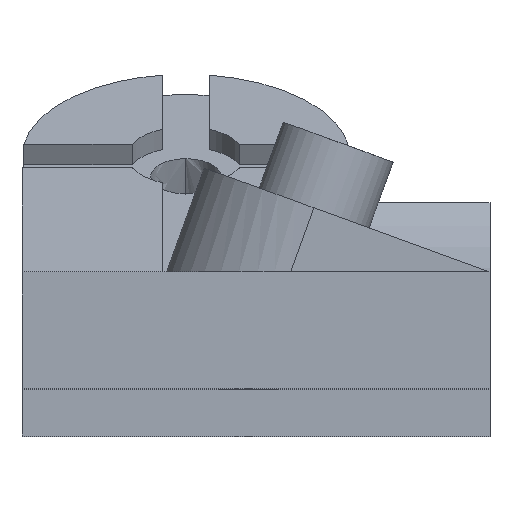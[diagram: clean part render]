
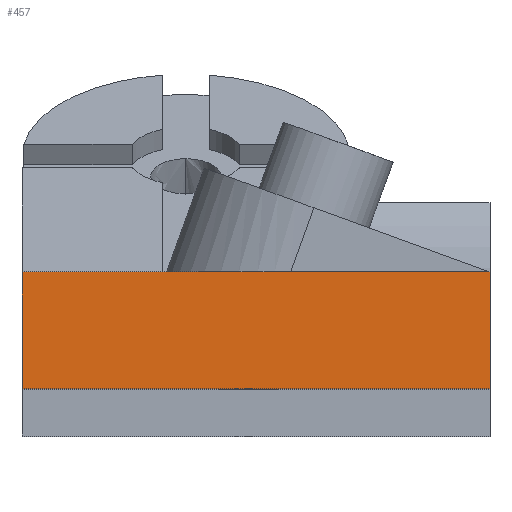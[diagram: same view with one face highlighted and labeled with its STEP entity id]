
A CAD part, top view. The second image highlights one B-rep face of the part: STEP entity #457.
In plain terms, the highlighted free-form (B-spline) face has degree [1, 1] with [2, 2] control points.
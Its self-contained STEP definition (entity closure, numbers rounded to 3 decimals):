
#399 = VERTEX_POINT('',#400);
#400 = CARTESIAN_POINT('',(-130.399,32.6,
    0.));
#405 = EDGE_CURVE('',#399,#406,#408,.T.);
#406 = VERTEX_POINT('',#407);
#407 = CARTESIAN_POINT('',(0.,32.6,0.));
#408 = B_SPLINE_CURVE_WITH_KNOTS('',1,(#409,#410),.UNSPECIFIED.,.F.,.F.,
  (2,2),(0.,100.),.PIECEWISE_BEZIER_KNOTS.);
#409 = CARTESIAN_POINT('',(-130.399,32.6,
    0.));
#410 = CARTESIAN_POINT('',(0.,32.6,0.));
#457 = ADVANCED_FACE('',(#458),#480,.T.);
#458 = FACE_BOUND('',#459,.T.);
#459 = EDGE_LOOP('',(#460,#467,#468,#475));
#460 = ORIENTED_EDGE('',*,*,#461,.F.);
#461 = EDGE_CURVE('',#406,#462,#464,.T.);
#462 = VERTEX_POINT('',#463);
#463 = CARTESIAN_POINT('',(0.,0.,0.));
#464 = B_SPLINE_CURVE_WITH_KNOTS('',1,(#465,#466),.UNSPECIFIED.,.F.,.F.,
  (2,2),(0.,25.),.PIECEWISE_BEZIER_KNOTS.);
#465 = CARTESIAN_POINT('',(0.,32.6,0.));
#466 = CARTESIAN_POINT('',(0.,0.,0.));
#467 = ORIENTED_EDGE('',*,*,#405,.F.);
#468 = ORIENTED_EDGE('',*,*,#469,.T.);
#469 = EDGE_CURVE('',#399,#470,#472,.T.);
#470 = VERTEX_POINT('',#471);
#471 = CARTESIAN_POINT('',(-130.399,0.,0.));
#472 = B_SPLINE_CURVE_WITH_KNOTS('',1,(#473,#474),.UNSPECIFIED.,.F.,.F.,
  (2,2),(0.,25.),.PIECEWISE_BEZIER_KNOTS.);
#473 = CARTESIAN_POINT('',(-130.399,32.6,
    0.));
#474 = CARTESIAN_POINT('',(-130.399,0.,0.));
#475 = ORIENTED_EDGE('',*,*,#476,.T.);
#476 = EDGE_CURVE('',#470,#462,#477,.T.);
#477 = B_SPLINE_CURVE_WITH_KNOTS('',1,(#478,#479),.UNSPECIFIED.,.F.,.F.,
  (2,2),(0.,100.),.PIECEWISE_BEZIER_KNOTS.);
#478 = CARTESIAN_POINT('',(-130.399,0.,0.));
#479 = CARTESIAN_POINT('',(0.,0.,0.));
#480 = B_SPLINE_SURFACE_WITH_KNOTS('',1,1,(
    (#481,#482)
    ,(#483,#484
    )),.UNSPECIFIED.,.F.,.F.,.F.,(2,2),(2,2),(0.,25.),(0.,100.),
  .PIECEWISE_BEZIER_KNOTS.);
#481 = CARTESIAN_POINT('',(-130.399,32.6,
    0.));
#482 = CARTESIAN_POINT('',(0.,32.6,0.));
#483 = CARTESIAN_POINT('',(-130.399,0.,0.));
#484 = CARTESIAN_POINT('',(0.,0.,0.));
